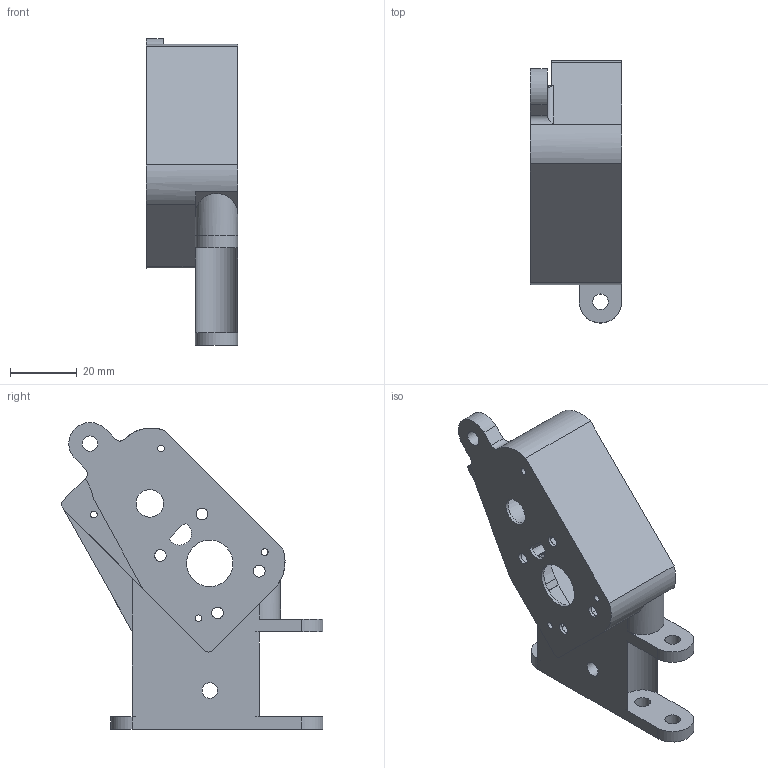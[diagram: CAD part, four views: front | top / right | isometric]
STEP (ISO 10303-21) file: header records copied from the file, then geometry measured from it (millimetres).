
FILE_DESCRIPTION(/* description */ (''),/* implementation_level */ '2;1');
FILE_NAME(/* name */ 'Intake Motor Mount.step',/* time_stamp */ '2024-06-28T04:33:08-05:00',/* author */ (''),/* organization */ (''),/* preprocessor_version */ 'ST-DEVELOPER v20',/* originating_system */ 'Autodesk Translation Framework v13.14.0.145',/* authorisation */ '');
FILE_SCHEMA (('AUTOMOTIVE_DESIGN { 1 0 10303 214 3 1 1 }'));
Length unit declared in the file: inch
Products named in the file (1): FusionComponent
Bounding box: 27.34 x 78.41 x 91.9 mm (x, y, z)
Volume: 38996.2 mm3; surface area: 20805.8 mm2
Topology: 1 solids, 1 shells, 128 faces, 361 edges, 235 vertices
Faces by surface type: cylinder 63, plane 51, bspline 14
Full cylindrical faces by diameter (mm): 2 x4, 3.5 x4, 4.648 x6, 8.2 x1, 12.228 x1, 13.9 x1
Entity records: 4390 total; most frequent: CARTESIAN_POINT 893, DIRECTION 729, ORIENTED_EDGE 722, EDGE_CURVE 361, AXIS2_PLACEMENT_3D 263, VERTEX_POINT 235, LINE 203, VECTOR 203
